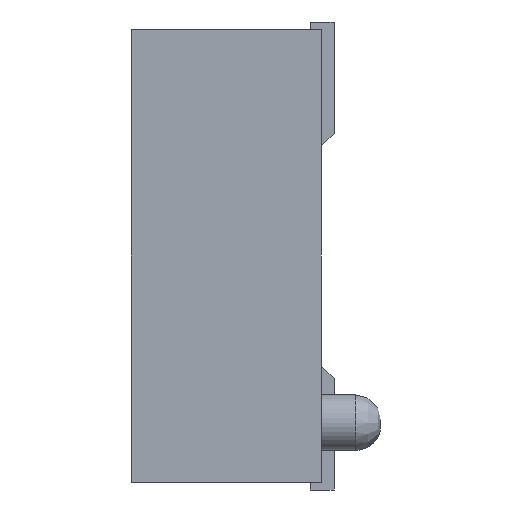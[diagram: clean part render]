
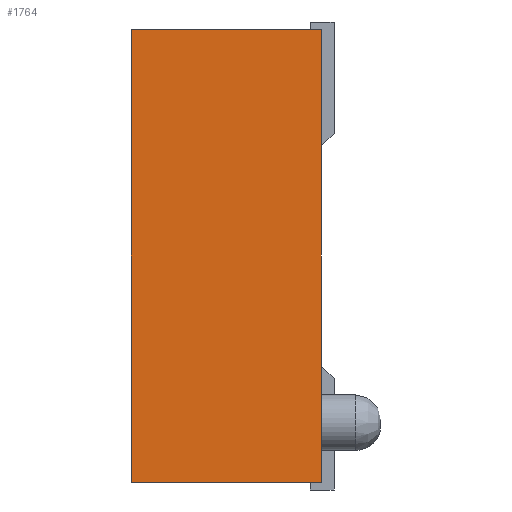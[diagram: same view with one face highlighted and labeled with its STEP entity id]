
A CAD part, left-side view. The second image highlights one B-rep face of the part: STEP entity #1764.
In plain terms, the highlighted planar face has unit normal (-1, 0, 0).
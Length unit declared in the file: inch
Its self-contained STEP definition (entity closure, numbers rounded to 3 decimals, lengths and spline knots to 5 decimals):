
#1764 = ADVANCED_FACE( '', ( #5121 ), #5122, .F. );
#5121 = FACE_OUTER_BOUND( '', #10087, .T. );
#5122 = PLANE( '', #10088 );
#10087 = EDGE_LOOP( '', ( #15542, #15543, #15544, #15545 ) );
#10088 = AXIS2_PLACEMENT_3D( '', #15546, #15547, #15548 );
#15542 = ORIENTED_EDGE( '', *, *, #31672, .T. );
#15543 = ORIENTED_EDGE( '', *, *, #31673, .F. );
#15544 = ORIENTED_EDGE( '', *, *, #31674, .F. );
#15545 = ORIENTED_EDGE( '', *, *, #31675, .T. );
#15546 = CARTESIAN_POINT( '', ( -0.61565, 0.128, -0.1425 ) );
#15547 = DIRECTION( '', ( 1., 0., 0. ) );
#15548 = DIRECTION( '', ( 0., 0., -1. ) );
#31672 = EDGE_CURVE( '', #38533, #38534, #38535, .T. );
#31673 = EDGE_CURVE( '', #38536, #38534, #38537, .T. );
#31674 = EDGE_CURVE( '', #38538, #38536, #38539, .T. );
#31675 = EDGE_CURVE( '', #38538, #38533, #38540, .T. );
#38533 = VERTEX_POINT( '', #48473 );
#38534 = VERTEX_POINT( '', #48474 );
#38535 = LINE( '', #48475, #48476 );
#38536 = VERTEX_POINT( '', #48477 );
#38537 = LINE( '', #48478, #48479 );
#38538 = VERTEX_POINT( '', #48480 );
#38539 = LINE( '', #48481, #48482 );
#38540 = LINE( '', #48483, #48484 );
#48473 = CARTESIAN_POINT( '', ( -0.61565, 0.008, -0.1425 ) );
#48474 = CARTESIAN_POINT( '', ( -0.61565, 0.008, 0.1425 ) );
#48475 = CARTESIAN_POINT( '', ( -0.61565, 0.008, -0.1425 ) );
#48476 = VECTOR( '', #61976, 39.37008 );
#48477 = CARTESIAN_POINT( '', ( -0.61565, 0.128, 0.1425 ) );
#48478 = CARTESIAN_POINT( '', ( -0.61565, 0.128, 0.1425 ) );
#48479 = VECTOR( '', #61977, 39.37008 );
#48480 = CARTESIAN_POINT( '', ( -0.61565, 0.128, -0.1425 ) );
#48481 = CARTESIAN_POINT( '', ( -0.61565, 0.128, -0.1425 ) );
#48482 = VECTOR( '', #61978, 39.37008 );
#48483 = CARTESIAN_POINT( '', ( -0.61565, 0.128, -0.1425 ) );
#48484 = VECTOR( '', #61979, 39.37008 );
#61976 = DIRECTION( '', ( 0., 0., 1. ) );
#61977 = DIRECTION( '', ( 0., -1., 0. ) );
#61978 = DIRECTION( '', ( 0., 0., 1. ) );
#61979 = DIRECTION( '', ( 0., -1., 0. ) );
